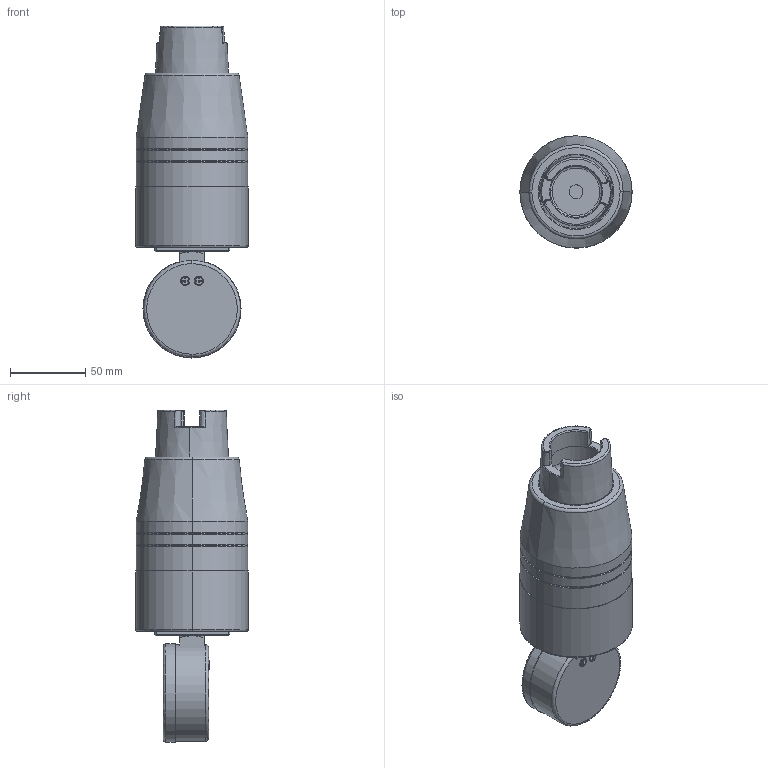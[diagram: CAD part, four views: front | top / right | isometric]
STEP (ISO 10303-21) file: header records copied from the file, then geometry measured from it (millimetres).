
FILE_DESCRIPTION (( 'STEP AP203' ), '1' );
FILE_NAME ('HSK63A.STEP', '2024-07-15T01:12:36', ( 'Windows User' ), ( 'P R C' ), 'SwSTEP 2.0', 'SolidWorks 2022', '' );
FILE_SCHEMA (( 'CONFIG_CONTROL_DESIGN' ));
Length unit declared in the file: millimetre
Products named in the file (5): 錨璃3; 錨璃2; HSK63A; 錨璃1; 噤砃揤薯桶_俋佪1_4
Assembly tree (4 placements, depth 2):
  HSK63A
    噤砃揤薯桶_俋佪1_4
    錨璃1
    錨璃2
    錨璃3
Bounding box: 74.5 x 74.5 x 220.04 mm (x, y, z)
Volume: 538414.1 mm3; surface area: 102712.3 mm2
Topology: 5 solids, 5 shells, 808 faces, 2087 edges, 1341 vertices
Faces by surface type: plane 418, cylinder 157, bspline 157, cone 44, torus 32
Entity records: 35504 total; most frequent: CARTESIAN_POINT 16839, ORIENTED_EDGE 4162, DIRECTION 3098, EDGE_CURVE 2081, VERTEX_POINT 1341, LINE 1108, VECTOR 1108, AXIS2_PLACEMENT_3D 995
